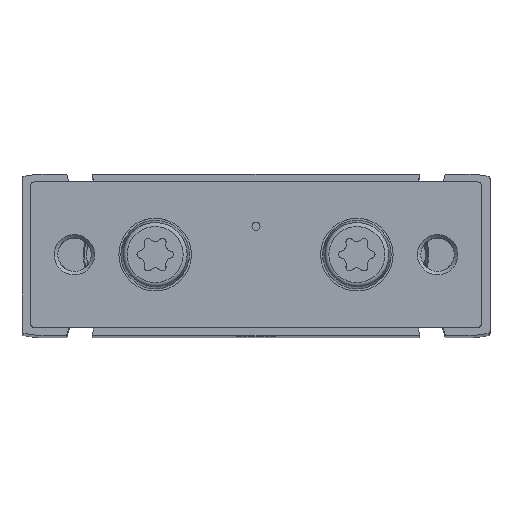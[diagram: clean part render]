
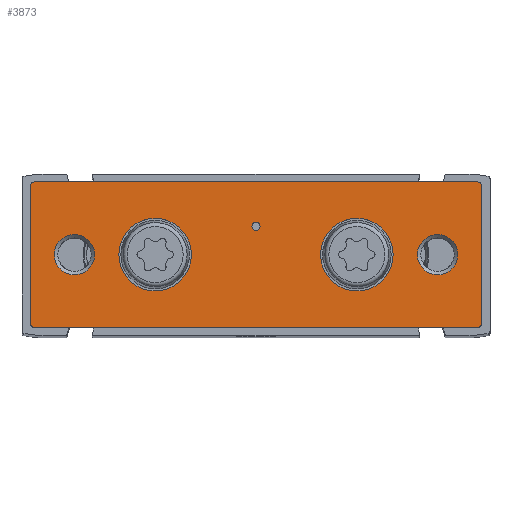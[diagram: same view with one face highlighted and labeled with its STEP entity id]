
A CAD part, top view. The second image highlights one B-rep face of the part: STEP entity #3873.
In plain terms, the highlighted planar face has unit normal (0, 0, 1).
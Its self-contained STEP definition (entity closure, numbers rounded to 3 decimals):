
#364=LINE('',#7153,#548);
#369=LINE('',#7167,#553);
#373=LINE('',#7183,#557);
#377=LINE('',#7195,#561);
#548=VECTOR('',#5874,1000.);
#553=VECTOR('',#5887,1000.);
#557=VECTOR('',#5903,1000.);
#561=VECTOR('',#5915,1000.);
#1218=ORIENTED_EDGE('',*,*,#1945,.T.);
#1219=ORIENTED_EDGE('',*,*,#1946,.T.);
#1220=ORIENTED_EDGE('',*,*,#1947,.T.);
#1221=ORIENTED_EDGE('',*,*,#1948,.T.);
#1222=ORIENTED_EDGE('',*,*,#1949,.T.);
#1223=ORIENTED_EDGE('',*,*,#1921,.T.);
#1224=ORIENTED_EDGE('',*,*,#1925,.T.);
#1225=ORIENTED_EDGE('',*,*,#1928,.T.);
#1226=ORIENTED_EDGE('',*,*,#1931,.T.);
#1227=ORIENTED_EDGE('',*,*,#1936,.T.);
#1228=ORIENTED_EDGE('',*,*,#1939,.T.);
#1229=ORIENTED_EDGE('',*,*,#1942,.T.);
#1230=ORIENTED_EDGE('',*,*,#1944,.T.);
#1921=EDGE_CURVE('',#2361,#2360,#364,.T.);
#1925=EDGE_CURVE('',#2360,#2363,#2679,.T.);
#1928=EDGE_CURVE('',#2363,#2365,#369,.T.);
#1931=EDGE_CURVE('',#2365,#2367,#2681,.T.);
#1936=EDGE_CURVE('',#2367,#2371,#373,.T.);
#1939=EDGE_CURVE('',#2371,#2373,#2685,.T.);
#1942=EDGE_CURVE('',#2373,#2375,#377,.T.);
#1944=EDGE_CURVE('',#2375,#2361,#2687,.T.);
#1945=EDGE_CURVE('',#2376,#2376,#2688,.T.);
#1946=EDGE_CURVE('',#2377,#2377,#2689,.T.);
#1947=EDGE_CURVE('',#2378,#2378,#2690,.T.);
#1948=EDGE_CURVE('',#2379,#2379,#2691,.T.);
#1949=EDGE_CURVE('',#2380,#2380,#2692,.T.);
#2360=VERTEX_POINT('',#7152);
#2361=VERTEX_POINT('',#7154);
#2363=VERTEX_POINT('',#7160);
#2365=VERTEX_POINT('',#7166);
#2367=VERTEX_POINT('',#7172);
#2371=VERTEX_POINT('',#7182);
#2373=VERTEX_POINT('',#7188);
#2375=VERTEX_POINT('',#7194);
#2376=VERTEX_POINT('',#7201);
#2377=VERTEX_POINT('',#7203);
#2378=VERTEX_POINT('',#7205);
#2379=VERTEX_POINT('',#7207);
#2380=VERTEX_POINT('',#7209);
#2679=CIRCLE('',#4869,0.5);
#2681=CIRCLE('',#4873,0.5);
#2685=CIRCLE('',#4879,0.5);
#2687=CIRCLE('',#4883,0.5);
#2688=CIRCLE('',#4885,4.5);
#2689=CIRCLE('',#4886,4.5);
#2690=CIRCLE('',#4887,0.5);
#2691=CIRCLE('',#4888,2.5);
#2692=CIRCLE('',#4889,2.5);
#3024=EDGE_LOOP('',(#1218));
#3025=EDGE_LOOP('',(#1219));
#3026=EDGE_LOOP('',(#1220));
#3027=EDGE_LOOP('',(#1221));
#3028=EDGE_LOOP('',(#1222));
#3029=EDGE_LOOP('',(#1223,#1224,#1225,#1226,#1227,#1228,#1229,#1230));
#3444=FACE_BOUND('',#3024,.T.);
#3445=FACE_BOUND('',#3025,.T.);
#3446=FACE_BOUND('',#3026,.T.);
#3447=FACE_BOUND('',#3027,.T.);
#3448=FACE_BOUND('',#3028,.T.);
#3449=FACE_BOUND('',#3029,.T.);
#3672=PLANE('',#4884);
#3873=ADVANCED_FACE('',(#3444,#3445,#3446,#3447,#3448,#3449),#3672,.T.);
#4869=AXIS2_PLACEMENT_3D('',#7161,#5881,#5882);
#4873=AXIS2_PLACEMENT_3D('',#7173,#5893,#5894);
#4879=AXIS2_PLACEMENT_3D('',#7189,#5909,#5910);
#4883=AXIS2_PLACEMENT_3D('',#7198,#5920,#5921);
#4884=AXIS2_PLACEMENT_3D('',#7199,#5922,#5923);
#4885=AXIS2_PLACEMENT_3D('',#7200,#5924,#5925);
#4886=AXIS2_PLACEMENT_3D('',#7202,#5926,#5927);
#4887=AXIS2_PLACEMENT_3D('',#7204,#5928,#5929);
#4888=AXIS2_PLACEMENT_3D('',#7206,#5930,#5931);
#4889=AXIS2_PLACEMENT_3D('',#7208,#5932,#5933);
#5874=DIRECTION('',(0.,-1.,0.));
#5881=DIRECTION('',(0.,0.,1.));
#5882=DIRECTION('',(1.,0.,0.));
#5887=DIRECTION('',(1.,0.,0.));
#5893=DIRECTION('',(0.,0.,1.));
#5894=DIRECTION('',(1.,0.,0.));
#5903=DIRECTION('',(0.,1.,0.));
#5909=DIRECTION('',(0.,0.,1.));
#5910=DIRECTION('',(1.,0.,0.));
#5915=DIRECTION('',(-1.,0.,0.));
#5920=DIRECTION('',(0.,0.,1.));
#5921=DIRECTION('',(1.,0.,0.));
#5922=DIRECTION('',(0.,0.,1.));
#5923=DIRECTION('',(1.,0.,0.));
#5924=DIRECTION('',(0.,0.,-1.));
#5925=DIRECTION('',(-1.,0.,0.));
#5926=DIRECTION('',(0.,0.,-1.));
#5927=DIRECTION('',(-1.,0.,0.));
#5928=DIRECTION('',(0.,0.,-1.));
#5929=DIRECTION('',(-1.,0.,0.));
#5930=DIRECTION('',(0.,0.,-1.));
#5931=DIRECTION('',(-1.,0.,0.));
#5932=DIRECTION('',(0.,0.,-1.));
#5933=DIRECTION('',(-1.,0.,0.));
#7152=CARTESIAN_POINT('',(-9.,-27.5,10.));
#7153=CARTESIAN_POINT('',(-9.,27.5,10.));
#7154=CARTESIAN_POINT('',(-9.,27.5,10.));
#7160=CARTESIAN_POINT('',(-8.5,-28.,10.));
#7161=CARTESIAN_POINT('',(-8.5,-27.5,10.));
#7166=CARTESIAN_POINT('',(8.5,-28.,10.));
#7167=CARTESIAN_POINT('',(-8.5,-28.,10.));
#7172=CARTESIAN_POINT('',(9.,-27.5,10.));
#7173=CARTESIAN_POINT('',(8.5,-27.5,10.));
#7182=CARTESIAN_POINT('',(9.,27.5,10.));
#7183=CARTESIAN_POINT('',(9.,-27.5,10.));
#7188=CARTESIAN_POINT('',(8.5,28.,10.));
#7189=CARTESIAN_POINT('',(8.5,27.5,10.));
#7194=CARTESIAN_POINT('',(-8.5,28.,10.));
#7195=CARTESIAN_POINT('',(8.5,28.,10.));
#7198=CARTESIAN_POINT('',(-8.5,27.5,10.));
#7199=CARTESIAN_POINT('',(-8.5,-27.5,10.));
#7200=CARTESIAN_POINT('',(0.,-12.5,10.));
#7201=CARTESIAN_POINT('',(-4.5,-12.5,10.));
#7202=CARTESIAN_POINT('',(0.,12.5,10.));
#7203=CARTESIAN_POINT('',(-4.5,12.5,10.));
#7204=CARTESIAN_POINT('',(3.5,0.,10.));
#7205=CARTESIAN_POINT('',(3.,0.,10.));
#7206=CARTESIAN_POINT('',(0.,-22.5,10.));
#7207=CARTESIAN_POINT('',(-2.5,-22.5,10.));
#7208=CARTESIAN_POINT('',(0.,22.5,10.));
#7209=CARTESIAN_POINT('',(-2.5,22.5,10.));
